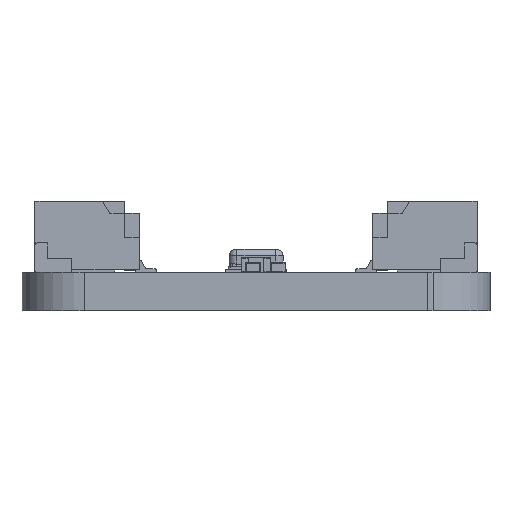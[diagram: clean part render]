
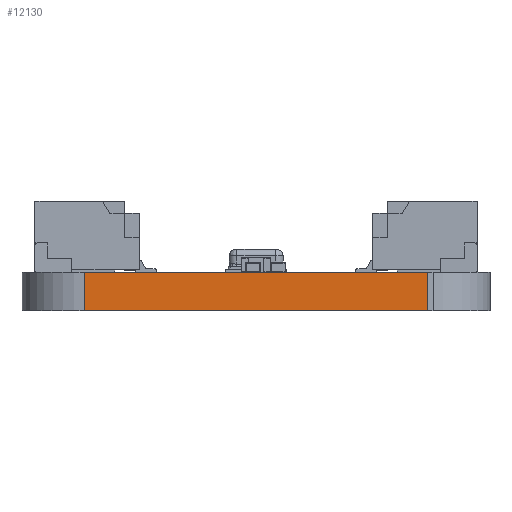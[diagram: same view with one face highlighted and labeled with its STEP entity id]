
A CAD part, front view. The second image highlights one B-rep face of the part: STEP entity #12130.
In plain terms, the highlighted planar face has unit normal (0, -1, 0).
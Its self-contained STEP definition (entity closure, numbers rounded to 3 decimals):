
#803=PLANE('',#12950);
#1251=FACE_OUTER_BOUND('',#1909,.T.);
#1909=EDGE_LOOP('',(#8596,#8597,#8598,#8599));
#2687=LINE('',#17162,#3981);
#2688=LINE('',#17165,#3982);
#2689=LINE('',#17167,#3983);
#2690=LINE('',#17168,#3984);
#3981=VECTOR('',#14049,10.);
#3982=VECTOR('',#14052,10.);
#3983=VECTOR('',#14053,10.);
#3984=VECTOR('',#14054,10.);
#5588=VERTEX_POINT('',#17158);
#5589=VERTEX_POINT('',#17160);
#5590=VERTEX_POINT('',#17164);
#5591=VERTEX_POINT('',#17166);
#6787=EDGE_CURVE('',#5588,#5589,#2687,.T.);
#6788=EDGE_CURVE('',#5590,#5588,#2688,.T.);
#6789=EDGE_CURVE('',#5591,#5589,#2689,.T.);
#6790=EDGE_CURVE('',#5590,#5591,#2690,.T.);
#8596=ORIENTED_EDGE('',*,*,#6788,.T.);
#8597=ORIENTED_EDGE('',*,*,#6787,.T.);
#8598=ORIENTED_EDGE('',*,*,#6789,.F.);
#8599=ORIENTED_EDGE('',*,*,#6790,.F.);
#12130=ADVANCED_FACE('',(#1251),#803,.T.);
#12950=AXIS2_PLACEMENT_3D('',#17163,#14050,#14051);
#14049=DIRECTION('',(0.,0.,1.));
#14050=DIRECTION('center_axis',(0.,-1.,0.));
#14051=DIRECTION('ref_axis',(1.,0.,0.));
#14052=DIRECTION('',(1.,0.,0.));
#14053=DIRECTION('',(1.,0.,0.));
#14054=DIRECTION('',(0.,0.,1.));
#17158=CARTESIAN_POINT('',(6.985,-1.27,0.));
#17160=CARTESIAN_POINT('',(6.985,-1.27,1.57));
#17162=CARTESIAN_POINT('',(6.985,-1.27,0.));
#17163=CARTESIAN_POINT('Origin',(-6.985,-1.27,0.));
#17164=CARTESIAN_POINT('',(-6.985,-1.27,0.));
#17165=CARTESIAN_POINT('',(-6.985,-1.27,0.));
#17166=CARTESIAN_POINT('',(-6.985,-1.27,1.57));
#17167=CARTESIAN_POINT('',(-6.985,-1.27,1.57));
#17168=CARTESIAN_POINT('',(-6.985,-1.27,0.));
